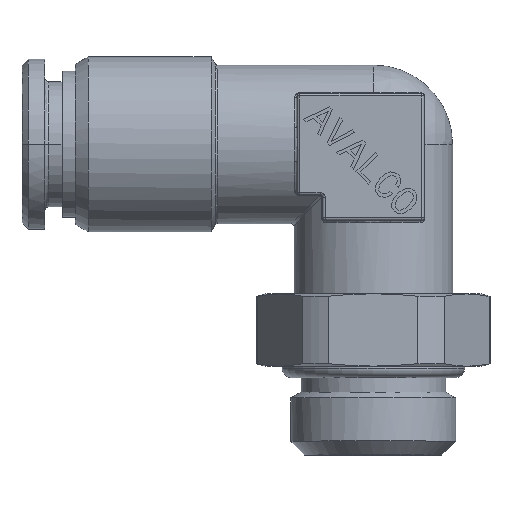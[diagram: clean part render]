
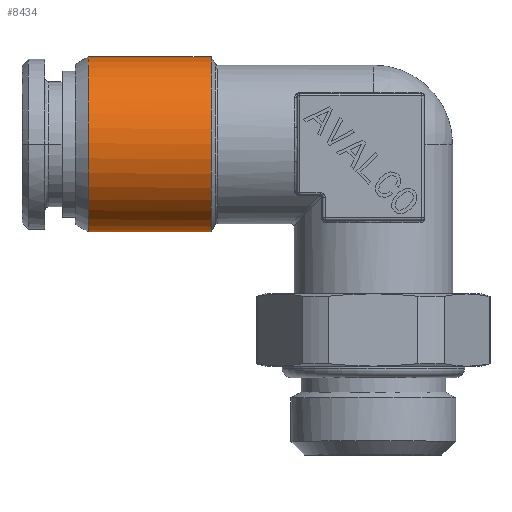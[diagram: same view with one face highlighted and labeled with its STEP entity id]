
A CAD part, top view. The second image highlights one B-rep face of the part: STEP entity #8434.
In plain terms, the highlighted cylindrical face has radius 6.9 mm (diameter 13.8 mm), a partial arc.
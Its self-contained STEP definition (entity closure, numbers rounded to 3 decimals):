
#8286=CARTESIAN_POINT('Vertex',(-12.788,6.9,0.)) ;
#8293=CARTESIAN_POINT('Vertex',(-12.788,-6.9,0.)) ;
#8314=CARTESIAN_POINT('Axis2P3D Location',(-12.788,0.,0.)) ;
#8384=CARTESIAN_POINT('Vertex',(-22.48,6.9,0.)) ;
#8386=CARTESIAN_POINT('Vertex',(-22.48,-6.9,0.)) ;
#8389=CARTESIAN_POINT('Line Origine',(-24.03,6.9,0.)) ;
#8394=CARTESIAN_POINT('Line Origine',(-24.03,-6.9,0.)) ;
#8406=CARTESIAN_POINT('Axis2P3D Location',(-24.03,0.,0.)) ;
#8412=CARTESIAN_POINT('Control Point',(-22.48,6.9,0.)) ;
#8413=CARTESIAN_POINT('Control Point',(-22.48,6.9,1.084)) ;
#8414=CARTESIAN_POINT('Control Point',(-22.48,6.687,2.168)) ;
#8415=CARTESIAN_POINT('Control Point',(-22.48,6.261,3.196)) ;
#8416=CARTESIAN_POINT('Control Point',(-22.48,5.03,5.03)) ;
#8417=CARTESIAN_POINT('Control Point',(-22.48,3.196,6.261)) ;
#8418=CARTESIAN_POINT('Control Point',(-22.48,2.168,6.687)) ;
#8419=CARTESIAN_POINT('Control Point',(-22.48,0.,7.113)) ;
#8420=CARTESIAN_POINT('Control Point',(-22.48,-2.168,6.687)) ;
#8421=CARTESIAN_POINT('Control Point',(-22.48,-3.196,6.261)) ;
#8422=CARTESIAN_POINT('Control Point',(-22.48,-5.03,5.03)) ;
#8423=CARTESIAN_POINT('Control Point',(-22.48,-6.261,3.196)) ;
#8424=CARTESIAN_POINT('Control Point',(-22.48,-6.687,2.168)) ;
#8425=CARTESIAN_POINT('Control Point',(-22.48,-6.9,1.084)) ;
#8426=CARTESIAN_POINT('Control Point',(-22.48,-6.9,0.)) ;
#8315=DIRECTION('Axis2P3D Direction',(-1.,0.,0.)) ;
#8390=DIRECTION('Vector Direction',(1.,0.,0.)) ;
#8395=DIRECTION('Vector Direction',(1.,0.,0.)) ;
#8407=DIRECTION('Axis2P3D Direction',(1.,0.,0.)) ;
#8408=DIRECTION('Axis2P3D XDirection',(0.,1.,0.)) ;
#8316=AXIS2_PLACEMENT_3D('Circle Axis2P3D',#8314,#8315,$) ;
#8409=AXIS2_PLACEMENT_3D('Cylinder Axis2P3D',#8406,#8407,#8408) ;
#8429=ORIENTED_EDGE('',*,*,#8427,.T.) ;
#8430=ORIENTED_EDGE('',*,*,#8398,.F.) ;
#8431=ORIENTED_EDGE('',*,*,#8318,.T.) ;
#8432=ORIENTED_EDGE('',*,*,#8393,.F.) ;
#8391=VECTOR('Line Direction',#8390,1.) ;
#8396=VECTOR('Line Direction',#8395,1.) ;
#8434=ADVANCED_FACE('PR507B-08G14',(#8433),#8410,.T.) ;
#8411=B_SPLINE_CURVE_WITH_KNOTS('',5,(#8412,#8413,#8414,#8415,#8416,#8417,#8418,#8419,#8420,#8421,#8422,#8423,#8424,#8425,#8426),.UNSPECIFIED.,.F.,.U.,(6,3,3,3,6),(-10.838,-5.419,0.,5.419,10.838),.UNSPECIFIED.) ;
#8317=CIRCLE('generated circle',#8316,6.9) ;
#8410=CYLINDRICAL_SURFACE('generated cylinder',#8409,6.9) ;
#8318=EDGE_CURVE('',#8294,#8287,#8317,.T.) ;
#8393=EDGE_CURVE('',#8385,#8287,#8392,.T.) ;
#8398=EDGE_CURVE('',#8294,#8387,#8397,.F.) ;
#8427=EDGE_CURVE('',#8385,#8387,#8411,.T.) ;
#8428=EDGE_LOOP('',(#8429,#8430,#8431,#8432)) ;
#8433=FACE_OUTER_BOUND('',#8428,.T.) ;
#8392=LINE('Line',#8389,#8391) ;
#8397=LINE('Line',#8394,#8396) ;
#8287=VERTEX_POINT('',#8286) ;
#8294=VERTEX_POINT('',#8293) ;
#8385=VERTEX_POINT('',#8384) ;
#8387=VERTEX_POINT('',#8386) ;
